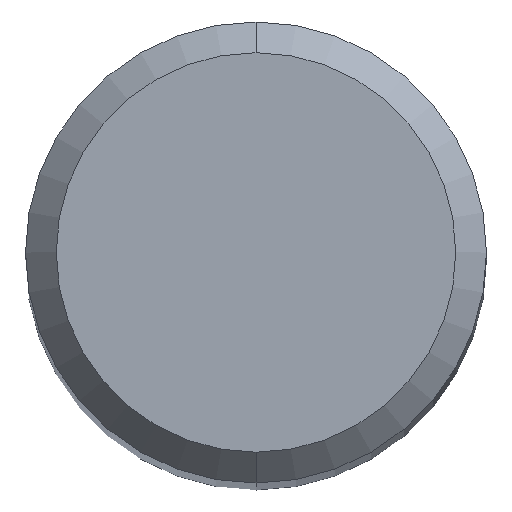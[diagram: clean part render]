
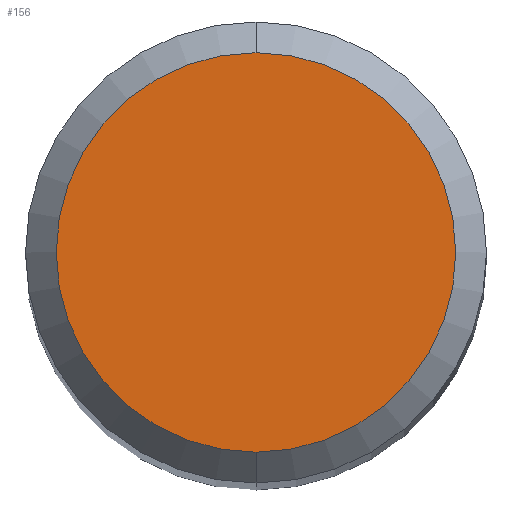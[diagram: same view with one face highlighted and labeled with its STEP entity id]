
A CAD part, top view. The second image highlights one B-rep face of the part: STEP entity #156.
In plain terms, the highlighted planar face has unit normal (0, 0, 1).
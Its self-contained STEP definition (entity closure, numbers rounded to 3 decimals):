
#114=VERTEX_POINT('',#282);
#156=ADVANCED_FACE('',(#330),#331,.T.);
#162=EDGE_CURVE('',#228,#114,#337,.T.);
#220=EDGE_CURVE('',#114,#228,#402,.T.);
#228=VERTEX_POINT('',#411);
#282=CARTESIAN_POINT('',(0.,-2.6,0.0));
#330=FACE_OUTER_BOUND('',#518,.T.);
#331=PLANE('',#519);
#337=CIRCLE('',#528,2.6);
#402=CIRCLE('',#613,2.6);
#411=CARTESIAN_POINT('',(0.0,2.6,0.0));
#518=EDGE_LOOP('',(#745,#746));
#519=AXIS2_PLACEMENT_3D('',#747,#748,#749);
#528=AXIS2_PLACEMENT_3D('',#751,#752,#753);
#613=AXIS2_PLACEMENT_3D('',#838,#839,#840);
#745=ORIENTED_EDGE('',*,*,#162,.F.);
#746=ORIENTED_EDGE('',*,*,#220,.F.);
#747=CARTESIAN_POINT('',(0.0,1.3,0.0));
#748=DIRECTION('',(-0.0,0.0,1.0));
#749=DIRECTION('',(0.0,-1.0,0.0));
#751=CARTESIAN_POINT('',(0.0,0.0,0.0));
#752=DIRECTION('',(0.0,0.0,-1.0));
#753=DIRECTION('',(0.0,1.0,0.0));
#838=CARTESIAN_POINT('',(0.0,0.0,0.0));
#839=DIRECTION('',(0.0,0.0,-1.0));
#840=DIRECTION('',(0.0,1.0,0.0));
